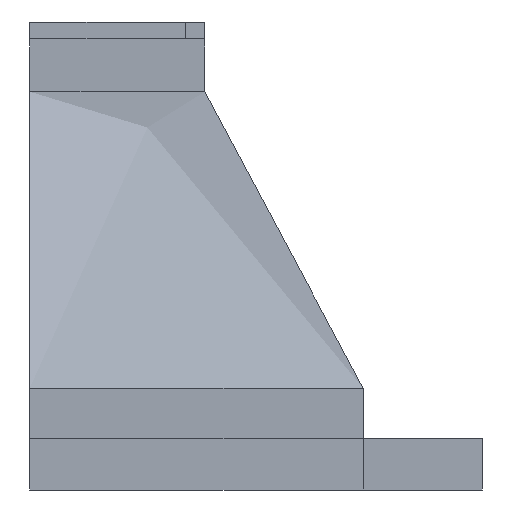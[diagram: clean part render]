
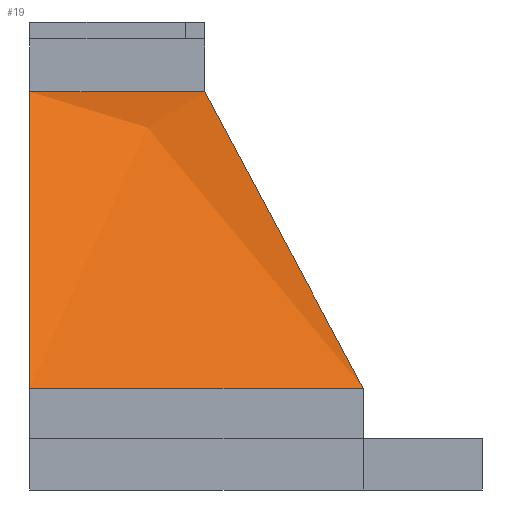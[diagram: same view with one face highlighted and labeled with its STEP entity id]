
A CAD part, left-side view. The second image highlights one B-rep face of the part: STEP entity #19.
In plain terms, the highlighted free-form (B-spline) face has degree [3, 7] with [4, 8] control points.
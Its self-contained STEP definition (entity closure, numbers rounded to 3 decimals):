
#19=ADVANCED_FACE('',(#52),#428,.T.);
#52=FACE_OUTER_BOUND('',#85,.T.);
#85=EDGE_LOOP('',(#132,#133,#134,#135));
#132=ORIENTED_EDGE('',*,*,#265,.T.);
#133=ORIENTED_EDGE('',*,*,#263,.T.);
#134=ORIENTED_EDGE('',*,*,#264,.F.);
#135=ORIENTED_EDGE('',*,*,#270,.T.);
#263=EDGE_CURVE('',#397,#393,#332,.T.);
#264=EDGE_CURVE('',#398,#393,#333,.T.);
#265=EDGE_CURVE('',#401,#397,#334,.T.);
#270=EDGE_CURVE('',#398,#401,#339,.T.);
#332=B_SPLINE_CURVE_WITH_KNOTS('',1,(#778,#779),.UNSPECIFIED.,.F.,.F.,(2,
2),(94.753,126.337),.UNSPECIFIED.);
#333=B_SPLINE_CURVE_WITH_KNOTS('',7,(#780,#781,#782,#783,#784,#785,#786,
#787),.UNSPECIFIED.,.F.,.F.,(8,8),(0.,39.407),.UNSPECIFIED.);
#334=B_SPLINE_CURVE_WITH_KNOTS('',7,(#788,#789,#790,#791,#792,#793,#794,
#795),.UNSPECIFIED.,.F.,.F.,(8,8),(0.,39.407),.UNSPECIFIED.);
#339=B_SPLINE_CURVE_WITH_KNOTS('',1,(#816,#817),.UNSPECIFIED.,.F.,.F.,(2,
2),(-66.276,-49.707),.UNSPECIFIED.);
#393=VERTEX_POINT('',#721);
#397=VERTEX_POINT('',#725);
#398=VERTEX_POINT('',#726);
#401=VERTEX_POINT('',#729);
#428=B_SPLINE_SURFACE_WITH_KNOTS('',3,7,((#565,#566,#567,#568,#569,#570,
#571,#572),(#573,#574,#575,#576,#577,#578,#579,#580),(#581,#582,#583,#584,
#585,#586,#587,#588),(#589,#590,#591,#592,#593,#594,#595,#596)),
 .UNSPECIFIED.,.F.,.F.,.F.,(4,4),(8,8),(0.,24.077),(0.,39.407),
 .UNSPECIFIED.);
#565=CARTESIAN_POINT('',(-9.258,-9.258,-5.));
#566=CARTESIAN_POINT('',(-9.258,-9.258,-8.782));
#567=CARTESIAN_POINT('',(-9.258,-9.258,-12.564));
#568=CARTESIAN_POINT('',(-9.258,-9.258,-16.346));
#569=CARTESIAN_POINT('',(-24.273,-24.273,-14.903));
#570=CARTESIAN_POINT('',(-24.273,-24.273,-20.962));
#571=CARTESIAN_POINT('',(-24.273,-24.273,-27.021));
#572=CARTESIAN_POINT('',(-24.273,-24.273,-33.08));
#573=CARTESIAN_POINT('',(-9.258,-3.735,-5.));
#574=CARTESIAN_POINT('',(-9.258,-3.735,-8.474));
#575=CARTESIAN_POINT('',(-9.258,-3.735,-11.948));
#576=CARTESIAN_POINT('',(-9.258,-3.735,-15.423));
#577=CARTESIAN_POINT('',(-24.273,-13.745,-16.382));
#578=CARTESIAN_POINT('',(-24.273,-13.745,-21.948));
#579=CARTESIAN_POINT('',(-24.273,-13.745,-27.514));
#580=CARTESIAN_POINT('',(-24.273,-13.745,-33.08));
#581=CARTESIAN_POINT('',(-9.258,1.788,-5.));
#582=CARTESIAN_POINT('',(-9.258,1.788,-7.863));
#583=CARTESIAN_POINT('',(-9.258,1.788,-10.726));
#584=CARTESIAN_POINT('',(-9.258,1.788,-13.589));
#585=CARTESIAN_POINT('',(-24.273,-3.217,-19.32));
#586=CARTESIAN_POINT('',(-24.273,-3.217,-23.907));
#587=CARTESIAN_POINT('',(-24.273,-3.217,-28.494));
#588=CARTESIAN_POINT('',(-24.273,-3.217,-33.08));
#589=CARTESIAN_POINT('',(-9.258,7.311,-5.));
#590=CARTESIAN_POINT('',(-9.258,7.311,-7.942));
#591=CARTESIAN_POINT('',(-9.258,7.311,-10.885));
#592=CARTESIAN_POINT('',(-9.258,7.311,-13.827));
#593=CARTESIAN_POINT('',(-24.273,7.311,-18.938));
#594=CARTESIAN_POINT('',(-24.273,7.311,-23.652));
#595=CARTESIAN_POINT('',(-24.273,7.311,-28.366));
#596=CARTESIAN_POINT('',(-24.273,7.311,-33.08));
#721=CARTESIAN_POINT('',(-24.273,-24.273,-33.08));
#725=CARTESIAN_POINT('',(-24.273,7.311,-33.08));
#726=CARTESIAN_POINT('',(-9.258,-9.258,-5.));
#729=CARTESIAN_POINT('',(-9.258,7.311,-5.));
#778=CARTESIAN_POINT('',(-24.273,7.311,-33.08));
#779=CARTESIAN_POINT('',(-24.273,-24.273,-33.08));
#780=CARTESIAN_POINT('',(-9.258,-9.258,-5.));
#781=CARTESIAN_POINT('',(-9.258,-9.258,-8.782));
#782=CARTESIAN_POINT('',(-9.258,-9.258,-12.564));
#783=CARTESIAN_POINT('',(-9.258,-9.258,-16.346));
#784=CARTESIAN_POINT('',(-24.273,-24.273,-14.903));
#785=CARTESIAN_POINT('',(-24.273,-24.273,-20.962));
#786=CARTESIAN_POINT('',(-24.273,-24.273,-27.021));
#787=CARTESIAN_POINT('',(-24.273,-24.273,-33.08));
#788=CARTESIAN_POINT('',(-9.258,7.311,-5.));
#789=CARTESIAN_POINT('',(-9.258,7.311,-7.942));
#790=CARTESIAN_POINT('',(-9.258,7.311,-10.885));
#791=CARTESIAN_POINT('',(-9.258,7.311,-13.827));
#792=CARTESIAN_POINT('',(-24.273,7.311,-18.938));
#793=CARTESIAN_POINT('',(-24.273,7.311,-23.652));
#794=CARTESIAN_POINT('',(-24.273,7.311,-28.366));
#795=CARTESIAN_POINT('',(-24.273,7.311,-33.08));
#816=CARTESIAN_POINT('',(-9.258,-9.258,-5.));
#817=CARTESIAN_POINT('',(-9.258,7.311,-5.));
